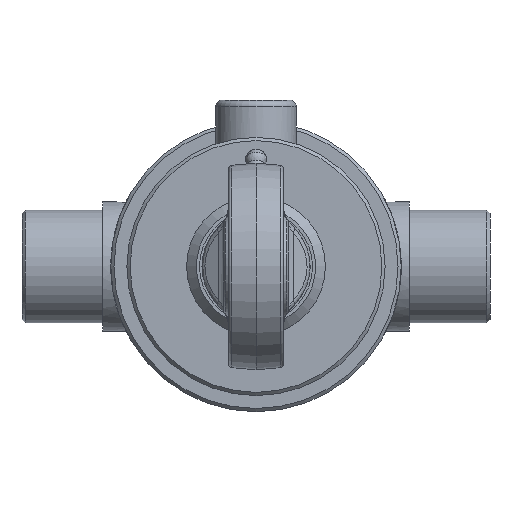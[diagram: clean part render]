
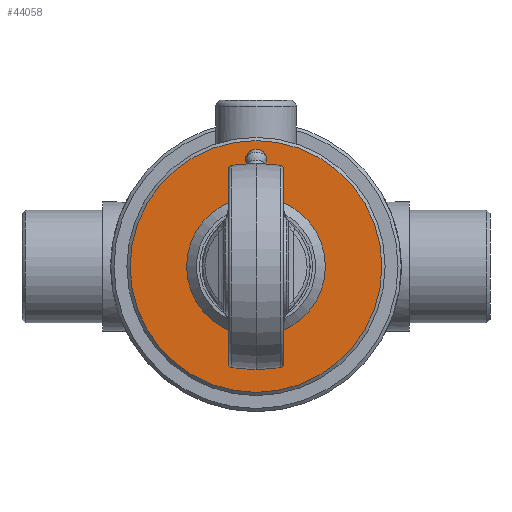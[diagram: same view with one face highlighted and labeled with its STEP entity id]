
A CAD part, front view. The second image highlights one B-rep face of the part: STEP entity #44058.
In plain terms, the highlighted planar face has unit normal (0, -1, 0).
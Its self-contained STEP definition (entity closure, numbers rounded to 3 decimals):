
#44024=CARTESIAN_POINT('',(0.,-278.0,39.));
#44025=VERTEX_POINT('',#44024);
#44026=CARTESIAN_POINT('',(0.0,-278.0,0.));
#44027=DIRECTION('',(0.0,1.0,0.0));
#44028=DIRECTION('',(0.0,0.0,-1.0));
#44029=AXIS2_PLACEMENT_3D('',#44026,#44027,#44028);
#44030=CIRCLE('',#44029,39.);
#44031=EDGE_CURVE('',#44025,#44025,#44030,.T.);
#44039=CARTESIAN_POINT('',(0.0,-278.0,30.75));
#44040=DIRECTION('',(0.0,-1.0,0.0));
#44041=DIRECTION('',(0.0,0.0,-1.0));
#44042=AXIS2_PLACEMENT_3D('',#44039,#44040,#44041);
#44043=PLANE('',#44042);
#44044=ORIENTED_EDGE('',*,*,#44031,.F.);
#44045=EDGE_LOOP('',(#44044));
#44046=FACE_OUTER_BOUND('',#44045,.T.);
#44047=CARTESIAN_POINT('',(0.0,-278.0,21.5));
#44048=VERTEX_POINT('',#44047);
#44049=CARTESIAN_POINT('',(0.0,-278.0,0.));
#44050=DIRECTION('',(0.0,1.0,0.0));
#44051=DIRECTION('',(0.0,0.0,1.0));
#44052=AXIS2_PLACEMENT_3D('',#44049,#44050,#44051);
#44053=CIRCLE('',#44052,21.5);
#44054=EDGE_CURVE('',#44048,#44048,#44053,.T.);
#44055=ORIENTED_EDGE('',*,*,#44054,.T.);
#44056=EDGE_LOOP('',(#44055));
#44057=FACE_BOUND('',#44056,.T.);
#44058=ADVANCED_FACE('',(#44046,#44057),#44043,.T.);
